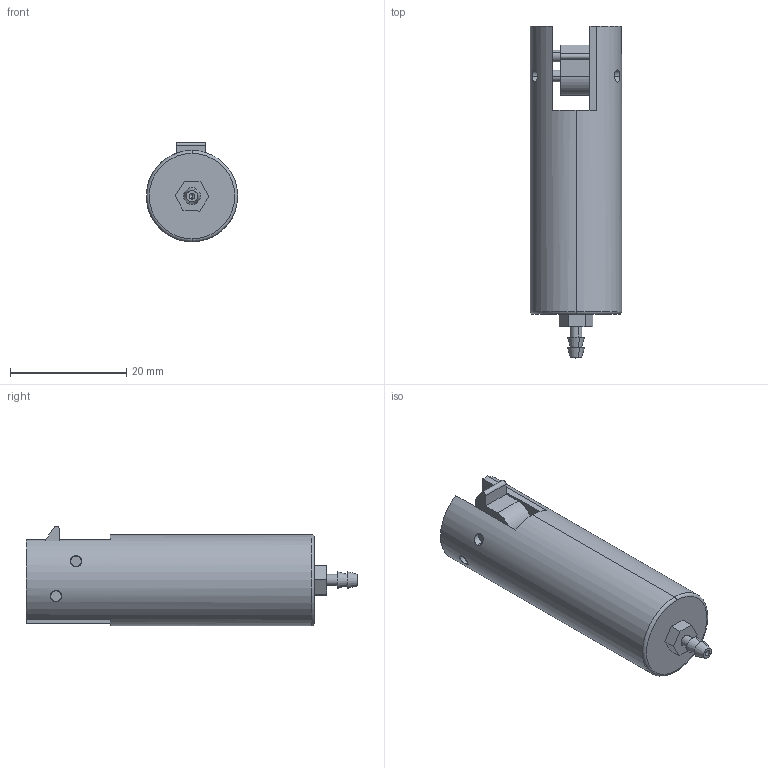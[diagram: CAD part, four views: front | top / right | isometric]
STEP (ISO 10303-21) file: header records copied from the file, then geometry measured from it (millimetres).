
FILE_DESCRIPTION (( 'STEP AP214' ), '1' );
FILE_NAME ('CO12-2.65GZ-A.STEP', '2025-12-10T05:21:30', ( '' ), ( '' ), 'SwSTEP 2.0', 'SolidWorks 2024', '' );
FILE_SCHEMA (( 'AUTOMOTIVE_DESIGN' ));
Length unit declared in the file: millimetre
Products named in the file (5): TJTM3 接头; ZZX2125 爪子销; CO12-2.65GZ-A; 爪子L=2.65,H=5; 实体
Assembly tree (5 placements, depth 2):
  CO12-2.65GZ-A
    实体
    TJTM3 接头
    ZZX2125 爪子销  x2
    爪子L=2.65,H=5
Bounding box: 15.7 x 57.1 x 17.12 mm (x, y, z)
Volume: 8473.4 mm3; surface area: 3986.8 mm2
Topology: 5 solids, 5 shells, 106 faces, 257 edges, 166 vertices
Faces by surface type: cylinder 46, plane 41, cone 14, bspline 3, torus 2
Entity records: 3926 total; most frequent: CARTESIAN_POINT 1455, DIRECTION 486, ORIENTED_EDGE 482, EDGE_CURVE 241, AXIS2_PLACEMENT_3D 183, VERTEX_POINT 158, VECTOR 120, LINE 120
